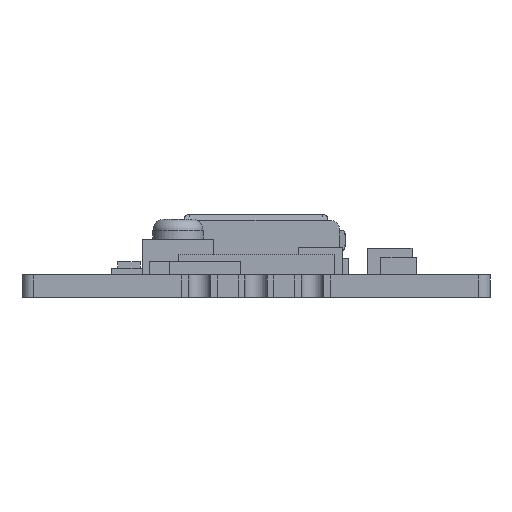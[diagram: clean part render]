
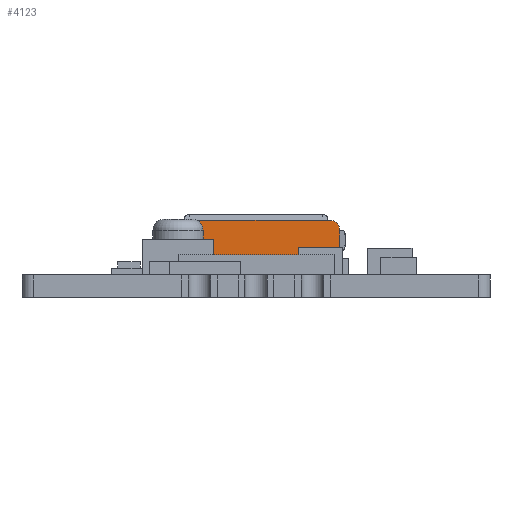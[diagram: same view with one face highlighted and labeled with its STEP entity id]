
A CAD part, front view. The second image highlights one B-rep face of the part: STEP entity #4123.
In plain terms, the highlighted planar face has unit normal (0, -1, 0).
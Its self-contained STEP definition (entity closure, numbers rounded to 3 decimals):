
#1209 = VERTEX_POINT('',#1210);
#1210 = CARTESIAN_POINT('',(2.661,21.2,1.));
#1216 = EDGE_CURVE('',#1217,#1209,#1219,.T.);
#1217 = VERTEX_POINT('',#1218);
#1218 = CARTESIAN_POINT('',(-2.661,21.2,1.));
#1219 = LINE('',#1220,#1221);
#1220 = CARTESIAN_POINT('',(-2.837,21.2,1.));
#1221 = VECTOR('',#1222,1.);
#1222 = DIRECTION('',(1.,0.,0.));
#4098 = VERTEX_POINT('',#4099);
#4099 = CARTESIAN_POINT('',(-2.961,21.2,1.124));
#4105 = EDGE_CURVE('',#1217,#4098,#4106,.T.);
#4106 = CIRCLE('',#4107,0.425);
#4107 = AXIS2_PLACEMENT_3D('',#4108,#4109,#4110);
#4108 = CARTESIAN_POINT('',(-2.661,21.2,1.425));
#4109 = DIRECTION('',(0.,1.,0.));
#4110 = DIRECTION('',(0.,0.,-1.));
#4123 = ADVANCED_FACE('',(#4124),#4211,.F.);
#4124 = FACE_BOUND('',#4125,.F.);
#4125 = EDGE_LOOP('',(#4126,#4127,#4128,#4136,#4145,#4153,#4162,#4170,
    #4179,#4187,#4196,#4204));
#4126 = ORIENTED_EDGE('',*,*,#1216,.F.);
#4127 = ORIENTED_EDGE('',*,*,#4105,.T.);
#4128 = ORIENTED_EDGE('',*,*,#4129,.T.);
#4129 = EDGE_CURVE('',#4098,#4130,#4132,.T.);
#4130 = VERTEX_POINT('',#4131);
#4131 = CARTESIAN_POINT('',(-3.626,21.2,1.789));
#4132 = LINE('',#4133,#4134);
#4133 = CARTESIAN_POINT('',(-2.837,21.2,1.));
#4134 = VECTOR('',#4135,1.);
#4135 = DIRECTION('',(-0.707,0.,0.707));
#4136 = ORIENTED_EDGE('',*,*,#4137,.F.);
#4137 = EDGE_CURVE('',#4138,#4130,#4140,.T.);
#4138 = VERTEX_POINT('',#4139);
#4139 = CARTESIAN_POINT('',(-3.75,21.2,2.089));
#4140 = CIRCLE('',#4141,0.425);
#4141 = AXIS2_PLACEMENT_3D('',#4142,#4143,#4144);
#4142 = CARTESIAN_POINT('',(-3.325,21.2,2.089));
#4143 = DIRECTION('',(0.,-1.,0.));
#4144 = DIRECTION('',(0.,0.,-1.));
#4145 = ORIENTED_EDGE('',*,*,#4146,.T.);
#4146 = EDGE_CURVE('',#4138,#4147,#4149,.T.);
#4147 = VERTEX_POINT('',#4148);
#4148 = CARTESIAN_POINT('',(-3.75,21.2,3.025));
#4149 = LINE('',#4150,#4151);
#4150 = CARTESIAN_POINT('',(-3.75,21.2,1.913));
#4151 = VECTOR('',#4152,1.);
#4152 = DIRECTION('',(0.,0.,1.));
#4153 = ORIENTED_EDGE('',*,*,#4154,.F.);
#4154 = EDGE_CURVE('',#4155,#4147,#4157,.T.);
#4155 = VERTEX_POINT('',#4156);
#4156 = CARTESIAN_POINT('',(-3.325,21.2,3.45));
#4157 = CIRCLE('',#4158,0.425);
#4158 = AXIS2_PLACEMENT_3D('',#4159,#4160,#4161);
#4159 = CARTESIAN_POINT('',(-3.325,21.2,3.025));
#4160 = DIRECTION('',(0.,-1.,0.));
#4161 = DIRECTION('',(0.,0.,-1.));
#4162 = ORIENTED_EDGE('',*,*,#4163,.T.);
#4163 = EDGE_CURVE('',#4155,#4164,#4166,.T.);
#4164 = VERTEX_POINT('',#4165);
#4165 = CARTESIAN_POINT('',(3.325,21.2,3.45));
#4166 = LINE('',#4167,#4168);
#4167 = CARTESIAN_POINT('',(-3.75,21.2,3.45));
#4168 = VECTOR('',#4169,1.);
#4169 = DIRECTION('',(1.,0.,0.));
#4170 = ORIENTED_EDGE('',*,*,#4171,.F.);
#4171 = EDGE_CURVE('',#4172,#4164,#4174,.T.);
#4172 = VERTEX_POINT('',#4173);
#4173 = CARTESIAN_POINT('',(3.75,21.2,3.025));
#4174 = CIRCLE('',#4175,0.425);
#4175 = AXIS2_PLACEMENT_3D('',#4176,#4177,#4178);
#4176 = CARTESIAN_POINT('',(3.325,21.2,3.025));
#4177 = DIRECTION('',(0.,-1.,0.));
#4178 = DIRECTION('',(0.,0.,-1.));
#4179 = ORIENTED_EDGE('',*,*,#4180,.T.);
#4180 = EDGE_CURVE('',#4172,#4181,#4183,.T.);
#4181 = VERTEX_POINT('',#4182);
#4182 = CARTESIAN_POINT('',(3.75,21.2,2.089));
#4183 = LINE('',#4184,#4185);
#4184 = CARTESIAN_POINT('',(3.75,21.2,3.45));
#4185 = VECTOR('',#4186,1.);
#4186 = DIRECTION('',(0.,0.,-1.));
#4187 = ORIENTED_EDGE('',*,*,#4188,.F.);
#4188 = EDGE_CURVE('',#4189,#4181,#4191,.T.);
#4189 = VERTEX_POINT('',#4190);
#4190 = CARTESIAN_POINT('',(3.626,21.2,1.789));
#4191 = CIRCLE('',#4192,0.425);
#4192 = AXIS2_PLACEMENT_3D('',#4193,#4194,#4195);
#4193 = CARTESIAN_POINT('',(3.325,21.2,2.089));
#4194 = DIRECTION('',(0.,-1.,0.));
#4195 = DIRECTION('',(0.,0.,-1.));
#4196 = ORIENTED_EDGE('',*,*,#4197,.T.);
#4197 = EDGE_CURVE('',#4189,#4198,#4200,.T.);
#4198 = VERTEX_POINT('',#4199);
#4199 = CARTESIAN_POINT('',(2.961,21.2,1.124));
#4200 = LINE('',#4201,#4202);
#4201 = CARTESIAN_POINT('',(3.75,21.2,1.913));
#4202 = VECTOR('',#4203,1.);
#4203 = DIRECTION('',(-0.707,-0.,-0.707));
#4204 = ORIENTED_EDGE('',*,*,#4205,.F.);
#4205 = EDGE_CURVE('',#1209,#4198,#4206,.T.);
#4206 = CIRCLE('',#4207,0.425);
#4207 = AXIS2_PLACEMENT_3D('',#4208,#4209,#4210);
#4208 = CARTESIAN_POINT('',(2.661,21.2,1.425));
#4209 = DIRECTION('',(0.,-1.,0.));
#4210 = DIRECTION('',(0.,0.,-1.));
#4211 = PLANE('',#4212);
#4212 = AXIS2_PLACEMENT_3D('',#4213,#4214,#4215);
#4213 = CARTESIAN_POINT('',(0.,21.2,2.313));
#4214 = DIRECTION('',(0.,1.,0.));
#4215 = DIRECTION('',(0.,0.,1.));
